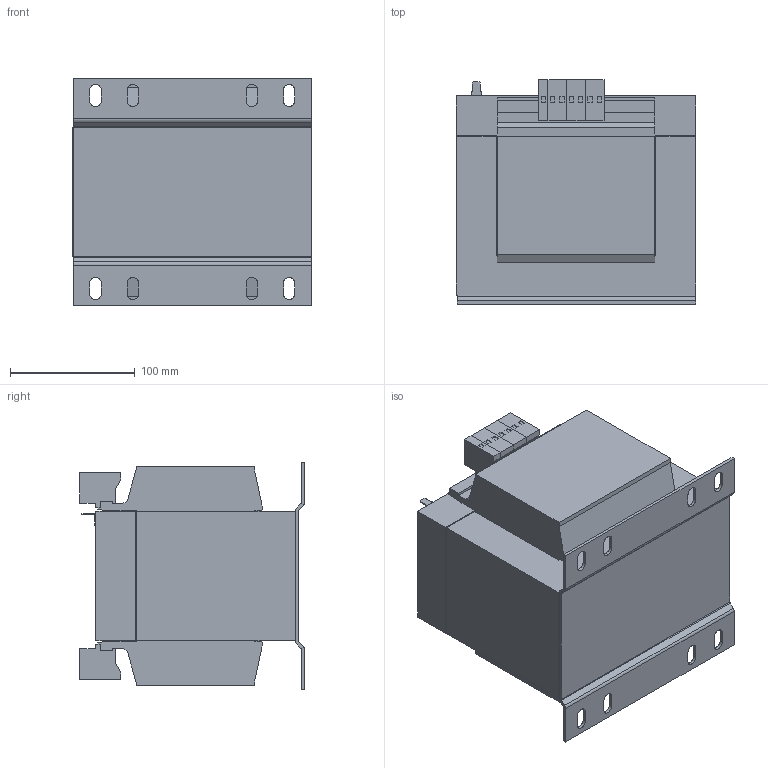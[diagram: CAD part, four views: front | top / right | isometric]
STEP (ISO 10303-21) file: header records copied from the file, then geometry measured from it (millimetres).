
FILE_DESCRIPTION (( 'STEP AP214' ), '1' );
FILE_NAME ('204440.STEP', '2020-05-29T05:00:03', ( '' ), ( '' ), 'SwSTEP 2.0', 'SolidWorks 2018', '' );
FILE_SCHEMA (( 'AUTOMOTIVE_DESIGN' ));
Length unit declared in the file: millimetre
Products named in the file (1): 204440
Bounding box: 192 x 180.3 x 183 mm (x, y, z)
Volume: 4295393.9 mm3; surface area: 279804.2 mm2
Topology: 1 solids, 1 shells, 291 faces, 759 edges, 490 vertices
Faces by surface type: plane 237, cylinder 54
Entity records: 8851 total; most frequent: CARTESIAN_POINT 1541, ORIENTED_EDGE 1518, DIRECTION 1451, EDGE_CURVE 759, VECTOR 651, LINE 651, VERTEX_POINT 490, AXIS2_PLACEMENT_3D 400
